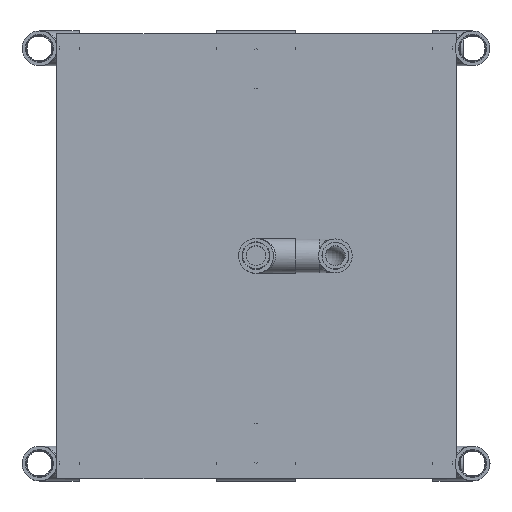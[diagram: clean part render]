
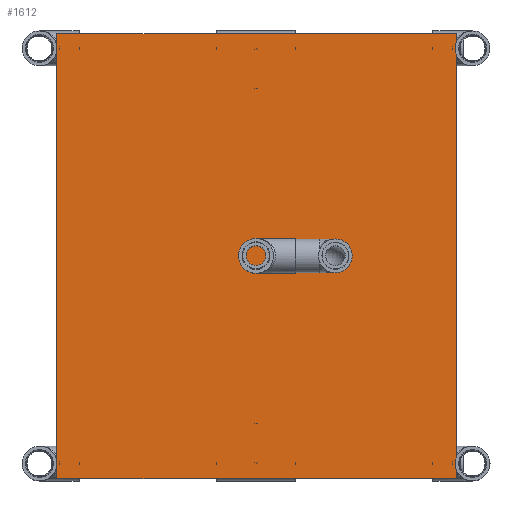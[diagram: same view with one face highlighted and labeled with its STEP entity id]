
A CAD part, top view. The second image highlights one B-rep face of the part: STEP entity #1612.
In plain terms, the highlighted planar face has unit normal (0, 0, 1).
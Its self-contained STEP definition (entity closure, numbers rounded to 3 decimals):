
#165=PLANE('',#1893);
#274=LINE('',#5329,#332);
#277=LINE('',#5335,#335);
#280=LINE('',#5341,#338);
#283=LINE('',#5345,#341);
#332=VECTOR('',#2393,10.);
#335=VECTOR('',#2398,10.);
#338=VECTOR('',#2403,10.);
#341=VECTOR('',#2408,10.);
#455=FACE_OUTER_BOUND('',#585,.T.);
#585=EDGE_LOOP('',(#1483,#1484,#1485,#1486));
#840=VERTEX_POINT('',#5326);
#841=VERTEX_POINT('',#5328);
#843=VERTEX_POINT('',#5334);
#845=VERTEX_POINT('',#5340);
#1051=EDGE_CURVE('',#841,#840,#274,.T.);
#1054=EDGE_CURVE('',#843,#841,#277,.T.);
#1057=EDGE_CURVE('',#845,#843,#280,.T.);
#1060=EDGE_CURVE('',#840,#845,#283,.T.);
#1483=ORIENTED_EDGE('',*,*,#1060,.T.);
#1484=ORIENTED_EDGE('',*,*,#1057,.T.);
#1485=ORIENTED_EDGE('',*,*,#1054,.T.);
#1486=ORIENTED_EDGE('',*,*,#1051,.T.);
#1612=ADVANCED_FACE('',(#455),#165,.T.);
#1893=AXIS2_PLACEMENT_3D('',#5346,#2409,#2410);
#2393=DIRECTION('',(0.,1.,0.));
#2398=DIRECTION('',(1.,0.,0.));
#2403=DIRECTION('',(0.,-1.,0.));
#2408=DIRECTION('',(-1.,0.,0.));
#2409=DIRECTION('center_axis',(0.,0.,1.));
#2410=DIRECTION('ref_axis',(1.,0.,0.));
#5326=CARTESIAN_POINT('',(494.874,70.108,723.965));
#5328=CARTESIAN_POINT('',(494.874,-286.09,723.965));
#5329=CARTESIAN_POINT('',(494.874,70.108,723.965));
#5334=CARTESIAN_POINT('',(175.179,-286.09,723.965));
#5335=CARTESIAN_POINT('',(494.874,-286.09,723.965));
#5340=CARTESIAN_POINT('',(175.179,70.108,723.965));
#5341=CARTESIAN_POINT('',(175.179,-286.09,723.965));
#5345=CARTESIAN_POINT('',(175.179,70.108,723.965));
#5346=CARTESIAN_POINT('Origin',(335.026,-107.991,723.965));
